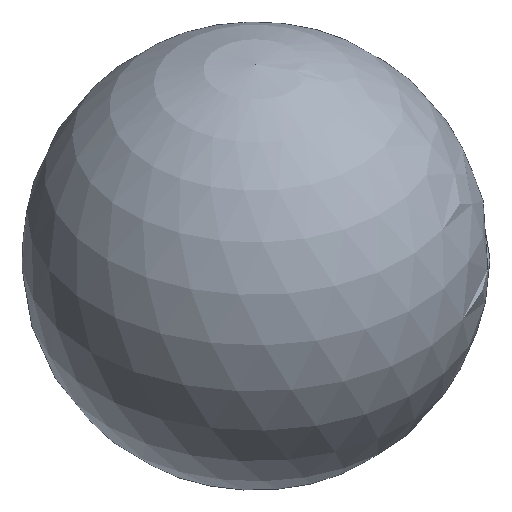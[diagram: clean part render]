
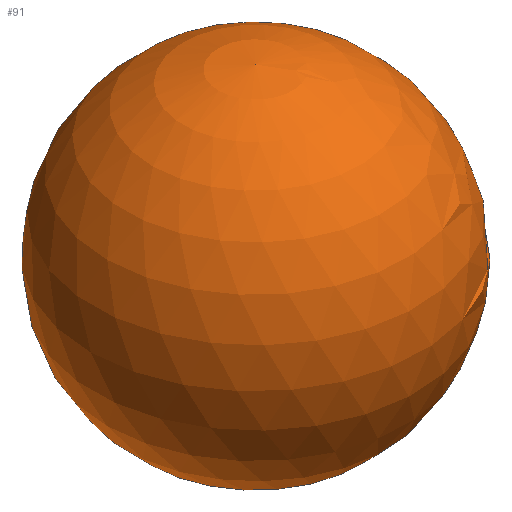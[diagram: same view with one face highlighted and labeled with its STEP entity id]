
A CAD part, isometric view. The second image highlights one B-rep face of the part: STEP entity #91.
In plain terms, the highlighted spherical face has radius 12.5 mm.
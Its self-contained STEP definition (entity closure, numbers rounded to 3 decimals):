
#15 = DIRECTION ( 'NONE',  ( -1., 0., 0. ) ) ;
#17 = VERTEX_POINT ( 'NONE', #36 ) ;
#28 = ORIENTED_EDGE ( 'NONE', *, *, #134, .F. ) ;
#36 = CARTESIAN_POINT ( 'NONE',  ( 0., 12.029, -3.4 ) ) ;
#45 = DIRECTION ( 'NONE',  ( 0., 1., 0. ) ) ;
#55 = EDGE_LOOP ( 'NONE', ( #28 ) ) ;
#59 = CARTESIAN_POINT ( 'NONE',  ( 0., 12.029, 0. ) ) ;
#61 = AXIS2_PLACEMENT_3D ( 'NONE', #59, #45, #86 ) ;
#77 = DIRECTION ( 'NONE',  ( 0., 0., -1. ) ) ;
#80 = SPHERICAL_SURFACE ( 'NONE', #128, 12.5 ) ;
#86 = DIRECTION ( 'NONE',  ( 0., 0., -1. ) ) ;
#87 = CIRCLE ( 'NONE', #61, 3.4 ) ;
#90 = FACE_OUTER_BOUND ( 'NONE', #55, .T. ) ;
#91 = ADVANCED_FACE ( 'NONE', ( #90 ), #80, .T. ) ;
#108 = CARTESIAN_POINT ( 'NONE',  ( 0., 0., 0. ) ) ;
#128 = AXIS2_PLACEMENT_3D ( 'NONE', #108, #77, #15 ) ;
#134 = EDGE_CURVE ( 'NONE', #17, #17, #87, .T. ) ;
